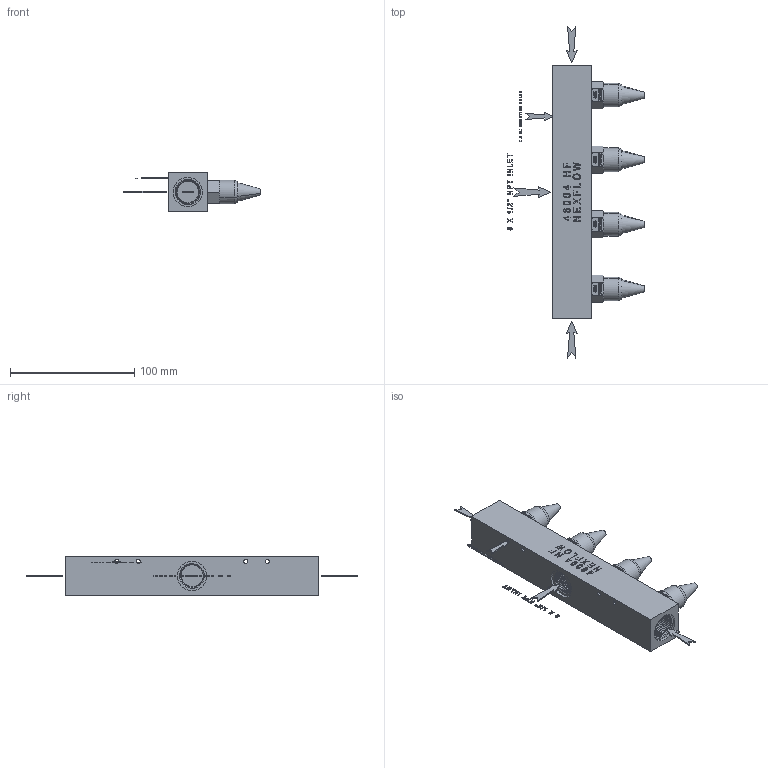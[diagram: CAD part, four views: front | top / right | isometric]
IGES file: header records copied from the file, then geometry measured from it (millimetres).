
Start section: START RECORD GO HERE.
Global section: file name: 46004HF+47004.igs; native system: DASSAULT SYSTEMES CATIA V5 R20 - www.3ds.com; preprocessor: CATIA Version 5 Release 20 ; author: DESIGNENG; organization: KJNDESIGN; date: 20150321.152546; units: millimetre
Bounding box: 110.96 x 267.37 x 31.5 mm (x, y, z)
Volume: 220550.7 mm3; surface area: 53490.2 mm2
Topology: 41 solids, 41 shells, 3211 faces, 8337 edges, 5339 vertices
Faces by surface type: bspline 1044, plane 1025, extrusion 580, revolution 562
